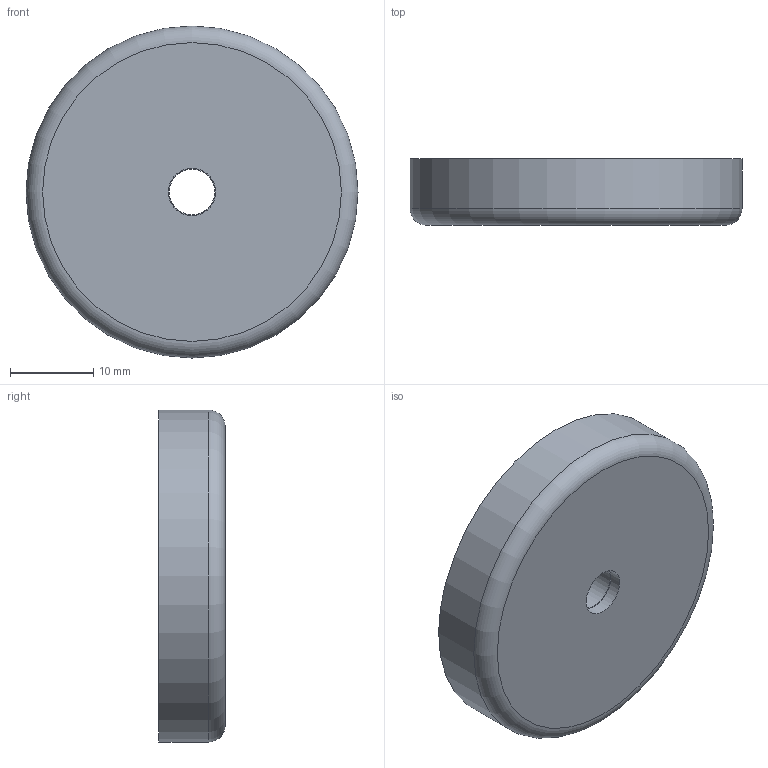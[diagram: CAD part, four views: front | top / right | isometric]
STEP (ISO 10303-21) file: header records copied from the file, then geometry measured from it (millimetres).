
FILE_DESCRIPTION(/* description */ (''),/* implementation_level */ '2;1');
FILE_NAME(/* name */ 'GM16603 -.stp',/* time_stamp */ '2019-09-25T13:59:48+02:00',/* author */ ('PV'),/* organization */ (''),/* preprocessor_version */ 'ST-DEVELOPER v17.2',/* originating_system */ 'Autodesk Inventor 2019',/* authorisation */ '');
FILE_SCHEMA (('AUTOMOTIVE_DESIGN { 1 0 10303 214 3 1 1 }'));
Length unit declared in the file: millimetre
Products named in the file (4): GM16603; E0120373; E0120371; E0120372
Assembly tree (3 placements, depth 2):
  GM16603
    E0120373
    E0120371
    E0120372
Bounding box: 40 x 8 x 40 mm (x, y, z)
Volume: 9604.2 mm3; surface area: 8540 mm2
Topology: 3 solids, 3 shells, 18 faces, 50 edges, 39 vertices
Faces by surface type: cylinder 7, plane 7, torus 3, cone 1
Full cylindrical faces by diameter (mm): 5.5 x1, 5.7 x1, 36.2 x2, 37 x2, 40 x1
Entity records: 810 total; most frequent: DIRECTION 142, CARTESIAN_POINT 114, ORIENTED_EDGE 100, AXIS2_PLACEMENT_3D 67, EDGE_CURVE 50, CIRCLE 42, VERTEX_POINT 39, EDGE_LOOP 25
